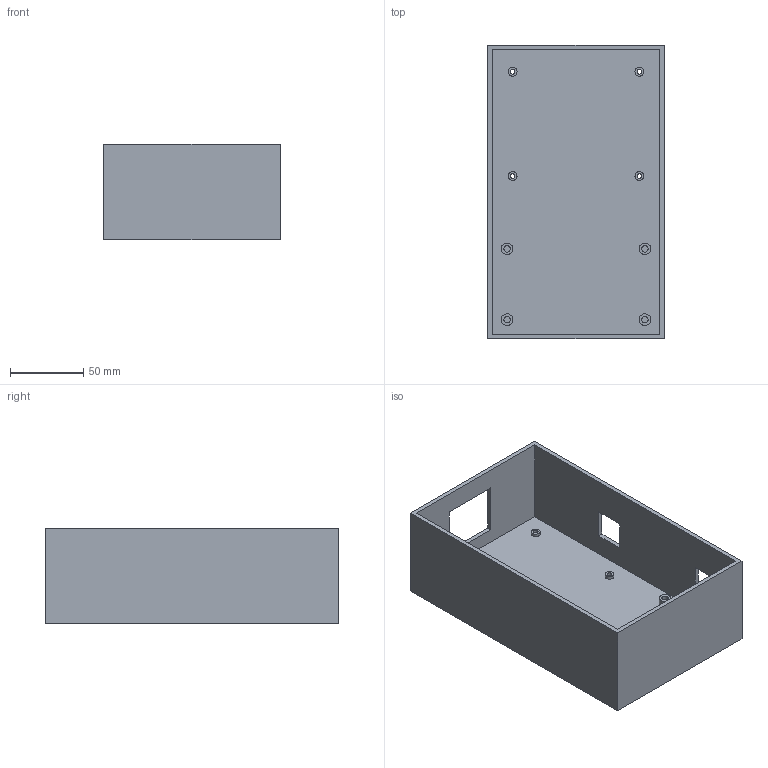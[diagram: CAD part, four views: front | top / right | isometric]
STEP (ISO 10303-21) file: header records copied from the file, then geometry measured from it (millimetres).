
FILE_DESCRIPTION(/* description */ ('','CAx-IF Rec.Pracs.---Representation and Presentation of Product Manufacturing Information (PMI)---4.0---2014-10-13'),/* implementation_level */ '2;1');
FILE_NAME(/* name */ 'PCB_Box_Lower.step',/* time_stamp */ '2025-03-14T21:54:28-07:00',/* author */ (''),/* organization */ (''),/* preprocessor_version */ 'ST-DEVELOPER v20',/* originating_system */ 'Autodesk Translation Framework v13.20.0.188',/* authorisation */ '');
FILE_SCHEMA (('AP242_MANAGED_MODEL_BASED_3D_ENGINEERING_MIM_LF { 1 0 10303 442 1 1 4 }'));
Length unit declared in the file: millimetre
Products named in the file (1): PCB_Box_Lower
Bounding box: 120 x 200 x 65 mm (x, y, z)
Volume: 227039.7 mm3; surface area: 124338.8 mm2
Topology: 1 solids, 1 shells, 51 faces, 108 edges, 72 vertices
Faces by surface type: plane 35, cylinder 16
Full cylindrical faces by diameter (mm): 3.2 x4, 4.3 x4, 6 x4, 8 x4
Entity records: 1435 total; most frequent: DIRECTION 244, CARTESIAN_POINT 232, ORIENTED_EDGE 216, EDGE_CURVE 108, AXIS2_PLACEMENT_3D 84, EDGE_LOOP 78, LINE 76, VECTOR 76
